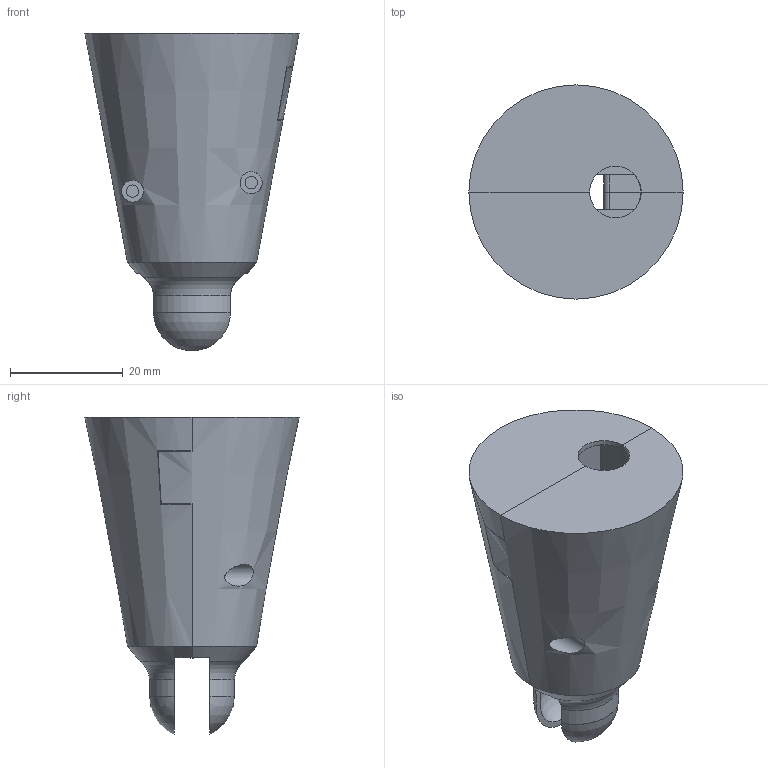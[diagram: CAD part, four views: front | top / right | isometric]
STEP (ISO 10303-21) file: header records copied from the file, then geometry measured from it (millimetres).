
FILE_DESCRIPTION(/* description */ (''),/* implementation_level */ '2;1');
FILE_NAME(/* name */ 'Connector.step',/* time_stamp */ '2025-05-21T16:55:11-04:00',/* author */ (''),/* organization */ (''),/* preprocessor_version */ 'ST-DEVELOPER v20.1',/* originating_system */ 'Autodesk Translation Framework v14.4.0.0',/* authorisation */ '');
FILE_SCHEMA (('AUTOMOTIVE_DESIGN { 1 0 10303 214 3 1 1 }'));
Length unit declared in the file: millimetre
Products named in the file (1): Connector
Bounding box: 38 x 38 x 56.35 mm (x, y, z)
Volume: 22502.1 mm3; surface area: 10436.2 mm2
Topology: 2 solids, 2 shells, 109 faces, 296 edges, 197 vertices
Faces by surface type: plane 55, cylinder 35, cone 7, torus 6, sphere 6
Full cylindrical faces by diameter (mm): 2.2 x2, 3.1 x2, 3.9 x2
Entity records: 3629 total; most frequent: CARTESIAN_POINT 777, DIRECTION 601, ORIENTED_EDGE 592, EDGE_CURVE 296, AXIS2_PLACEMENT_3D 220, VERTEX_POINT 197, LINE 161, VECTOR 161
